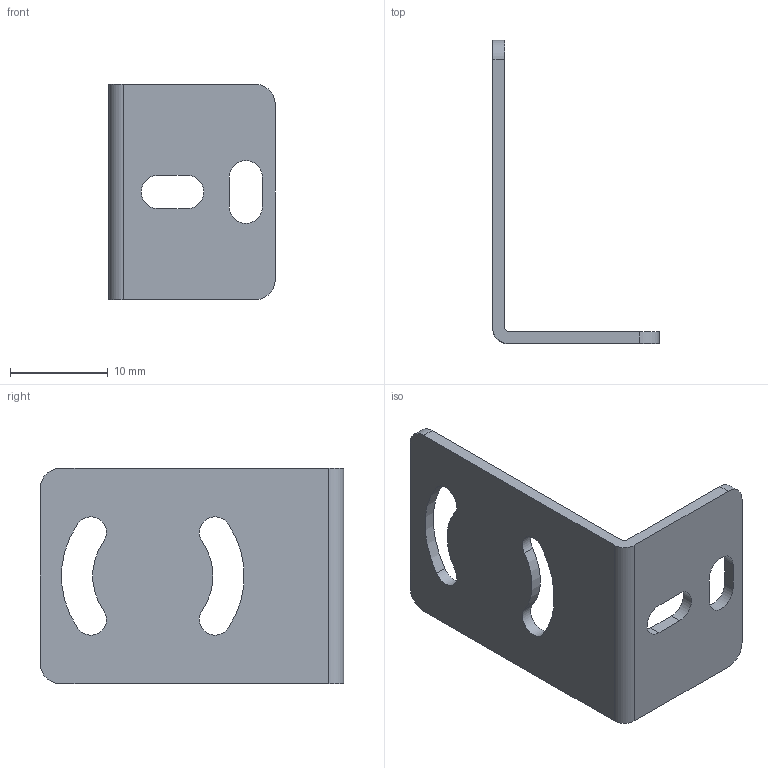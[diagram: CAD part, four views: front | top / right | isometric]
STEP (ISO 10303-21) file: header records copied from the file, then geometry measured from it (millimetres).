
FILE_DESCRIPTION((''),'2;1');
FILE_NAME('DM_CAD-2278','2016-04-14T',('creinig-se'),(''),'PRO/ENGINEER BY PARAMETRIC TECHNOLOGY CORPORATION, 2015440','PRO/ENGINEER BY PARAMETRIC TECHNOLOGY CORPORATION, 2015440','');
FILE_SCHEMA(('CONFIG_CONTROL_DESIGN'));
Length unit declared in the file: millimetre
Products named in the file (1): DM_CAD-2278
Bounding box: 17 x 31 x 22 mm (x, y, z)
Volume: 1083.7 mm3; surface area: 2072.7 mm2
Topology: 1 solids, 1 shells, 30 faces, 96 edges, 68 vertices
Faces by surface type: cylinder 18, plane 12
Entity records: 1495 total; most frequent: DIRECTION 204, CARTESIAN_POINT 194, ORIENTED_EDGE 192, PRESENTATION_STYLE_ASSIGNMENT 97, STYLED_ITEM 97, CURVE_STYLE 96, EDGE_CURVE 96, AXIS2_PLACEMENT_3D 78
